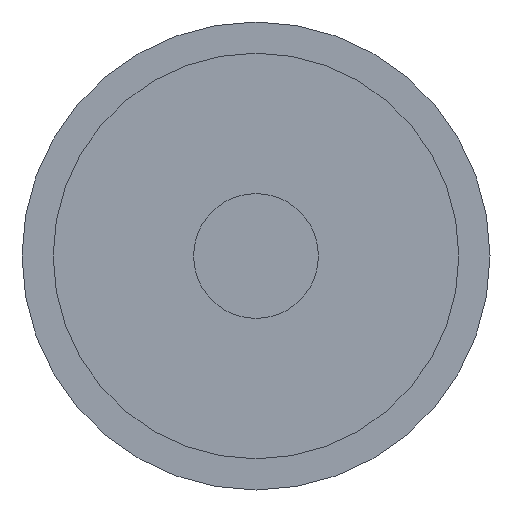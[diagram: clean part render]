
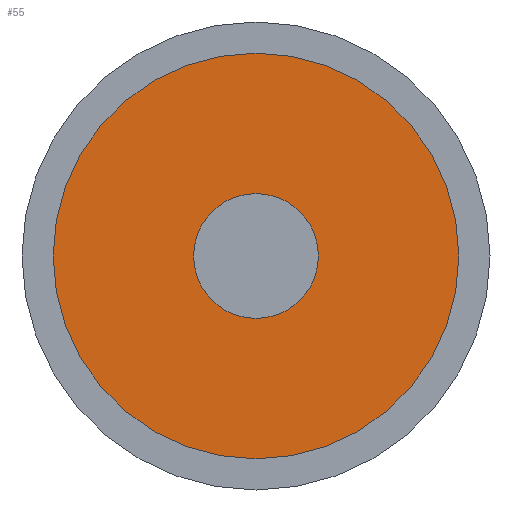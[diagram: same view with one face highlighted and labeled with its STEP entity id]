
A CAD part, front view. The second image highlights one B-rep face of the part: STEP entity #55.
In plain terms, the highlighted planar face has unit normal (0, -1, 0).
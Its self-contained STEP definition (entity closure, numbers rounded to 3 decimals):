
#44 = DIRECTION ( 'NONE',  ( 0., 0., 1. ) ) ;
#45 = DIRECTION ( 'NONE',  ( 0., 1., 0. ) ) ;
#46 = CARTESIAN_POINT ( 'NONE',  ( 0., -5., 0. ) ) ;
#47 = AXIS2_PLACEMENT_3D ( 'NONE', #46, #45, #44 ) ;
#48 = PLANE ( 'NONE',  #47 ) ;
#55 = ADVANCED_FACE ( 'NONE', ( #61 ), #48, .F. ) ;
#56 = EDGE_LOOP ( 'NONE', ( #57, #58 ) ) ;
#57 = ORIENTED_EDGE ( 'NONE', *, *, #144, .T. ) ;
#58 = ORIENTED_EDGE ( 'NONE', *, *, #205, .T. ) ;
#61 = FACE_OUTER_BOUND ( 'NONE', #56, .T. ) ;
#144 = EDGE_CURVE ( 'NONE', #218, #206, #246, .T. ) ;
#205 = EDGE_CURVE ( 'NONE', #206, #218, #469, .T. ) ;
#206 = VERTEX_POINT ( 'NONE', #448 ) ;
#218 = VERTEX_POINT ( 'NONE', #520 ) ;
#242 = DIRECTION ( 'NONE',  ( 0., 0., 1. ) ) ;
#243 = DIRECTION ( 'NONE',  ( 0., -1., 0. ) ) ;
#244 = CARTESIAN_POINT ( 'NONE',  ( 0., -5., 0. ) ) ;
#245 = AXIS2_PLACEMENT_3D ( 'NONE', #244, #243, #242 ) ;
#246 = CIRCLE ( 'NONE', #245, 6.5 ) ;
#448 = CARTESIAN_POINT ( 'NONE',  ( 0., -5., -6.5 ) ) ;
#449 = DIRECTION ( 'NONE',  ( 0., 0., 1. ) ) ;
#450 = DIRECTION ( 'NONE',  ( 0., -1., 0. ) ) ;
#466 = CARTESIAN_POINT ( 'NONE',  ( 0., -5., 0. ) ) ;
#467 = AXIS2_PLACEMENT_3D ( 'NONE', #466, #450, #449 ) ;
#469 = CIRCLE ( 'NONE', #467, 6.5 ) ;
#520 = CARTESIAN_POINT ( 'NONE',  ( 0., -5., 6.5 ) ) ;
